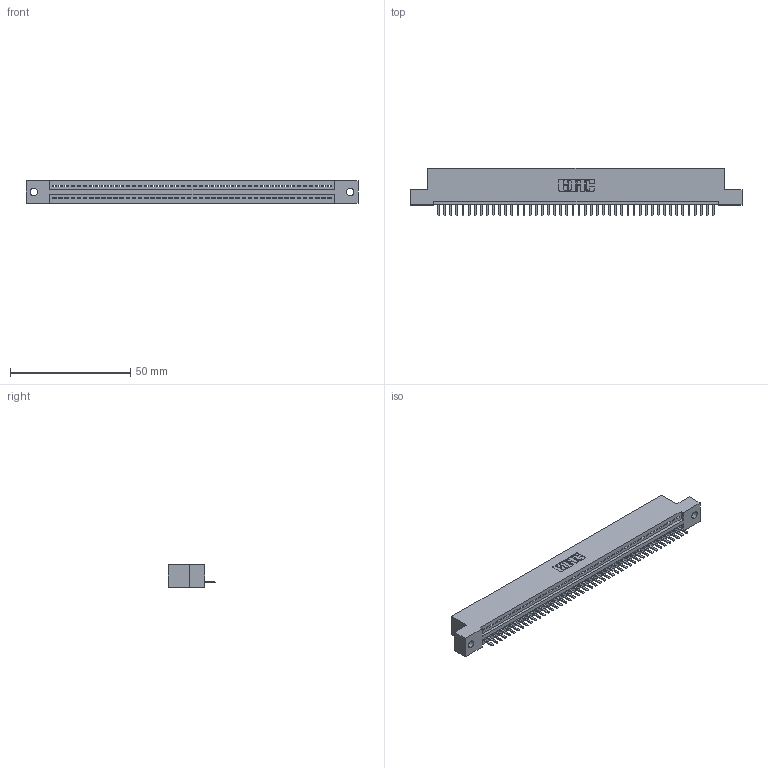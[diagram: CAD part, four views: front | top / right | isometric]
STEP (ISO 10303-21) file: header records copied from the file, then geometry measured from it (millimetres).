
FILE_DESCRIPTION (( 'STEP AP203' ), '1' );
FILE_NAME ('345-046-520-102.STEP', '2019-10-08T22:40:56', ( '' ), ( '' ), 'SwSTEP 2.0', 'SolidWorks 2016', '' );
FILE_SCHEMA (( 'CONFIG_CONTROL_DESIGN' ));
Length unit declared in the file: inch
Products named in the file (3): 345-292-001_345-293-120; 345 Part_Flush Mounting Lugs - 0.128 Dia; 345-046-520-102
Assembly tree (47 placements, depth 2):
  345-046-520-102
    345 Part_Flush Mounting Lugs - 0.128 Dia
    345-292-001_345-293-120  x46
Bounding box: 138.05 x 19.68 x 9.4 mm (x, y, z)
Volume: 12975.8 mm3; surface area: 16593.6 mm2
Topology: 47 solids, 47 shells, 2978 faces, 8805 edges, 5746 vertices
Faces by surface type: plane 2012, cylinder 966
Entity records: 34199 total; most frequent: CARTESIAN_POINT 5942, ORIENTED_EDGE 5910, DIRECTION 5171, EDGE_CURVE 2955, LINE 2635, VECTOR 2635, VERTEX_POINT 1966, AXIS2_PLACEMENT_3D 1268
